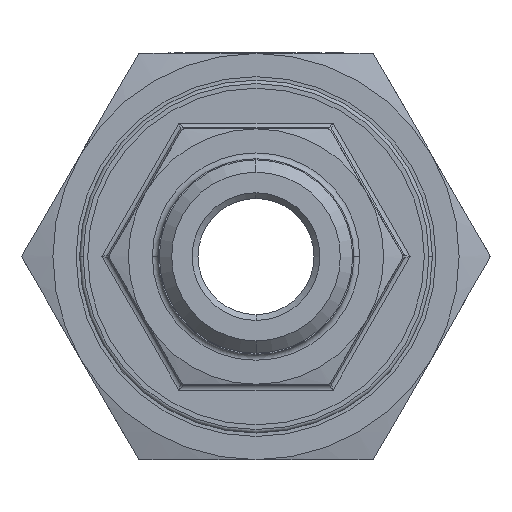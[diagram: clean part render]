
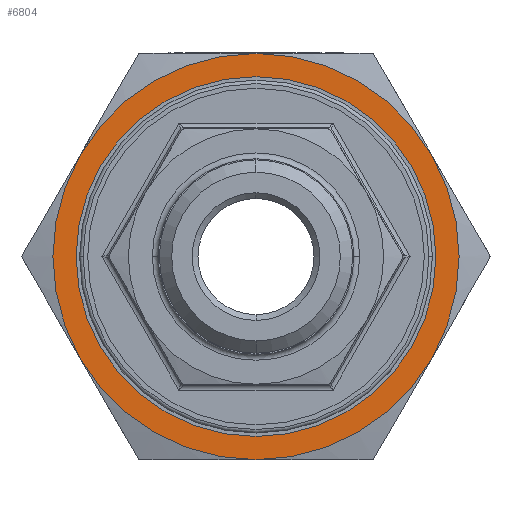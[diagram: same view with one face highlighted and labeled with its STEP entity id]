
A CAD part, left-side view. The second image highlights one B-rep face of the part: STEP entity #6804.
In plain terms, the highlighted planar face has unit normal (-1, 0, 0).
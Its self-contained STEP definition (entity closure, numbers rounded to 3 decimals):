
#278 = VERTEX_POINT ( 'NONE', #6013 ) ;
#619 = DIRECTION ( 'NONE',  ( 0., 0., 1. ) ) ;
#699 = ORIENTED_EDGE ( 'NONE', *, *, #2496, .T. ) ;
#927 = EDGE_CURVE ( 'NONE', #14841, #8281, #4022, .T. ) ;
#1060 = CARTESIAN_POINT ( 'NONE',  ( -7.25, 0., -15.5 ) ) ;
#1727 = CARTESIAN_POINT ( 'NONE',  ( -7.25, 0., 0. ) ) ;
#1734 = AXIS2_PLACEMENT_3D ( 'NONE', #1727, #12403, #11159 ) ;
#2496 = EDGE_CURVE ( 'NONE', #10300, #278, #8922, .T. ) ;
#2902 = ORIENTED_EDGE ( 'NONE', *, *, #10087, .T. ) ;
#2957 = DIRECTION ( 'NONE',  ( 0., 0., 1. ) ) ;
#2976 = CARTESIAN_POINT ( 'NONE',  ( -7.25, 0., 0. ) ) ;
#3114 = DIRECTION ( 'NONE',  ( -1., 0., 0. ) ) ;
#3154 = DIRECTION ( 'NONE',  ( -1., 0., 0. ) ) ;
#3303 = CARTESIAN_POINT ( 'NONE',  ( -7.25, 15.155, -8.75 ) ) ;
#3703 = DIRECTION ( 'NONE',  ( 0., 0., 1. ) ) ;
#3782 = CIRCLE ( 'NONE', #4727, 15.5 ) ;
#4022 = CIRCLE ( 'NONE', #10513, 17.5 ) ;
#4197 = CARTESIAN_POINT ( 'NONE',  ( -7.25, 0., -17.5 ) ) ;
#4299 = EDGE_CURVE ( 'NONE', #10525, #14572, #14267, .T. ) ;
#4616 = DIRECTION ( 'NONE',  ( 1., 0., 0. ) ) ;
#4727 = AXIS2_PLACEMENT_3D ( 'NONE', #11294, #4616, #8730 ) ;
#5870 = EDGE_LOOP ( 'NONE', ( #9487, #699, #12945, #15429, #2902, #10124 ) ) ;
#5952 = CARTESIAN_POINT ( 'NONE',  ( -7.25, 0., 0. ) ) ;
#6013 = CARTESIAN_POINT ( 'NONE',  ( -7.25, -15.155, 8.75 ) ) ;
#6041 = CARTESIAN_POINT ( 'NONE',  ( -7.25, 0., 0. ) ) ;
#6046 = AXIS2_PLACEMENT_3D ( 'NONE', #15500, #14270, #3703 ) ;
#6171 = DIRECTION ( 'NONE',  ( -1., 0., 0. ) ) ;
#6258 = EDGE_LOOP ( 'NONE', ( #11416, #7760 ) ) ;
#6278 = AXIS2_PLACEMENT_3D ( 'NONE', #2976, #3154, #7090 ) ;
#6440 = VERTEX_POINT ( 'NONE', #4197 ) ;
#6624 = EDGE_CURVE ( 'NONE', #6440, #10300, #14174, .T. ) ;
#6727 = AXIS2_PLACEMENT_3D ( 'NONE', #16286, #7071, #2957 ) ;
#6804 = ADVANCED_FACE ( 'NONE', ( #8355, #13128 ), #15484, .F. ) ;
#7071 = DIRECTION ( 'NONE',  ( -1., 0., 0. ) ) ;
#7090 = DIRECTION ( 'NONE',  ( 0., 0., 1. ) ) ;
#7425 = CIRCLE ( 'NONE', #6278, 17.5 ) ;
#7494 = AXIS2_PLACEMENT_3D ( 'NONE', #13618, #3114, #8273 ) ;
#7687 = EDGE_CURVE ( 'NONE', #14572, #10525, #3782, .T. ) ;
#7760 = ORIENTED_EDGE ( 'NONE', *, *, #7687, .T. ) ;
#8273 = DIRECTION ( 'NONE',  ( 0., 0., 1. ) ) ;
#8281 = VERTEX_POINT ( 'NONE', #11746 ) ;
#8355 = FACE_OUTER_BOUND ( 'NONE', #5870, .T. ) ;
#8620 = AXIS2_PLACEMENT_3D ( 'NONE', #16703, #6171, #8809 ) ;
#8730 = DIRECTION ( 'NONE',  ( 0., 0., 1. ) ) ;
#8754 = CARTESIAN_POINT ( 'NONE',  ( -7.25, -15.155, -8.75 ) ) ;
#8809 = DIRECTION ( 'NONE',  ( 0., 0., 1. ) ) ;
#8922 = CIRCLE ( 'NONE', #8620, 17.5 ) ;
#9110 = EDGE_CURVE ( 'NONE', #12895, #6440, #9540, .T. ) ;
#9487 = ORIENTED_EDGE ( 'NONE', *, *, #6624, .T. ) ;
#9540 = CIRCLE ( 'NONE', #6727, 17.5 ) ;
#10025 = DIRECTION ( 'NONE',  ( -1., 0., 0. ) ) ;
#10046 = DIRECTION ( 'NONE',  ( 1., 0., 0. ) ) ;
#10087 = EDGE_CURVE ( 'NONE', #8281, #12895, #12372, .T. ) ;
#10124 = ORIENTED_EDGE ( 'NONE', *, *, #9110, .T. ) ;
#10300 = VERTEX_POINT ( 'NONE', #8754 ) ;
#10513 = AXIS2_PLACEMENT_3D ( 'NONE', #5952, #10025, #619 ) ;
#10525 = VERTEX_POINT ( 'NONE', #14157 ) ;
#11159 = DIRECTION ( 'NONE',  ( 0., 0., 1. ) ) ;
#11294 = CARTESIAN_POINT ( 'NONE',  ( -7.25, 0., 0. ) ) ;
#11416 = ORIENTED_EDGE ( 'NONE', *, *, #4299, .T. ) ;
#11746 = CARTESIAN_POINT ( 'NONE',  ( -7.25, 15.155, 8.75 ) ) ;
#12372 = CIRCLE ( 'NONE', #1734, 17.5 ) ;
#12403 = DIRECTION ( 'NONE',  ( -1., 0., 0. ) ) ;
#12895 = VERTEX_POINT ( 'NONE', #3303 ) ;
#12945 = ORIENTED_EDGE ( 'NONE', *, *, #15863, .T. ) ;
#13128 = FACE_BOUND ( 'NONE', #6258, .T. ) ;
#13503 = AXIS2_PLACEMENT_3D ( 'NONE', #6041, #10046, #13974 ) ;
#13618 = CARTESIAN_POINT ( 'NONE',  ( -7.25, 0., 0. ) ) ;
#13974 = DIRECTION ( 'NONE',  ( 0., 1., 0. ) ) ;
#14157 = CARTESIAN_POINT ( 'NONE',  ( -7.25, 0., 15.5 ) ) ;
#14174 = CIRCLE ( 'NONE', #7494, 17.5 ) ;
#14267 = CIRCLE ( 'NONE', #6046, 15.5 ) ;
#14270 = DIRECTION ( 'NONE',  ( 1., 0., 0. ) ) ;
#14572 = VERTEX_POINT ( 'NONE', #1060 ) ;
#14841 = VERTEX_POINT ( 'NONE', #16809 ) ;
#15429 = ORIENTED_EDGE ( 'NONE', *, *, #927, .T. ) ;
#15484 = PLANE ( 'NONE',  #13503 ) ;
#15500 = CARTESIAN_POINT ( 'NONE',  ( -7.25, 0., 0. ) ) ;
#15863 = EDGE_CURVE ( 'NONE', #278, #14841, #7425, .T. ) ;
#16286 = CARTESIAN_POINT ( 'NONE',  ( -7.25, 0., 0. ) ) ;
#16703 = CARTESIAN_POINT ( 'NONE',  ( -7.25, 0., 0. ) ) ;
#16809 = CARTESIAN_POINT ( 'NONE',  ( -7.25, 0., 17.5 ) ) ;
